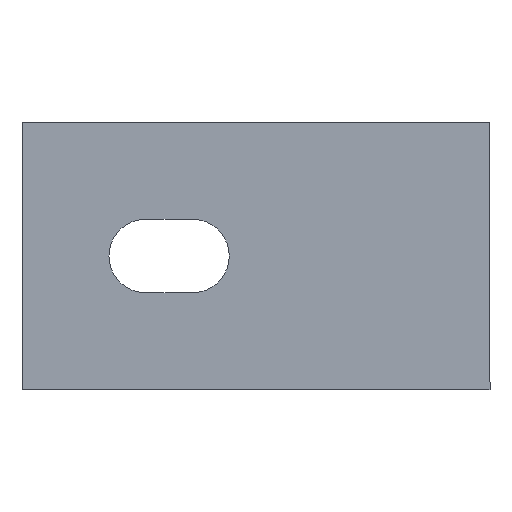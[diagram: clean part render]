
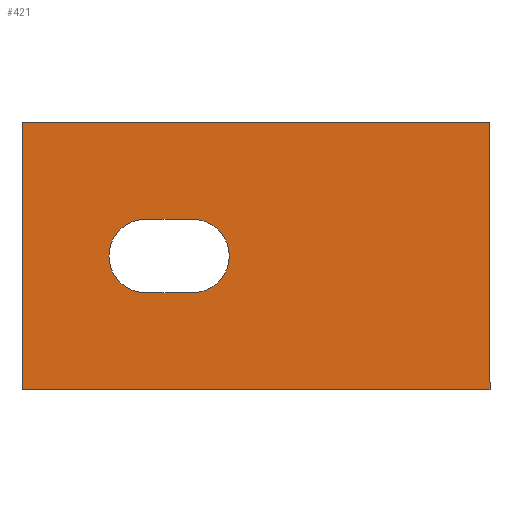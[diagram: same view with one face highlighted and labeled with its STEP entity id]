
A CAD part, left-side view. The second image highlights one B-rep face of the part: STEP entity #421.
In plain terms, the highlighted face is planar.
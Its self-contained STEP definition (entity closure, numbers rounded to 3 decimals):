
#34 = CARTESIAN_POINT ( 'NONE',  ( 20., 70., -6. ) ) ;
#38 = DIRECTION ( 'NONE',  ( 1., 0., 0. ) ) ;
#44 = DIRECTION ( 'NONE',  ( 1., 0., 0. ) ) ;
#51 = EDGE_CURVE ( 'NONE', #2057, #787, #1332, .T. ) ;
#63 = DIRECTION ( 'NONE',  ( 1., 0., 0. ) ) ;
#76 = EDGE_CURVE ( 'NONE', #1789, #1690, #92, .T. ) ;
#80 = CARTESIAN_POINT ( 'NONE',  ( -20., 0., -6. ) ) ;
#92 = LINE ( 'NONE', #2208, #1176 ) ;
#134 = DIRECTION ( 'NONE',  ( 0., -1., 0. ) ) ;
#145 = AXIS2_PLACEMENT_3D ( 'NONE', #985, #783, #1995 ) ;
#161 = CARTESIAN_POINT ( 'NONE',  ( 0., 44.5, -6. ) ) ;
#195 = DIRECTION ( 'NONE',  ( 0., 0., 1. ) ) ;
#239 = CARTESIAN_POINT ( 'NONE',  ( -20., 0., -6. ) ) ;
#273 = VECTOR ( 'NONE', #63, 1000. ) ;
#353 = DIRECTION ( 'NONE',  ( 0., 1., 0. ) ) ;
#392 = CARTESIAN_POINT ( 'NONE',  ( 20., 0., -6. ) ) ;
#421 = ADVANCED_FACE ( 'NONE', ( #655, #1117 ), #2145, .T. ) ;
#484 = VERTEX_POINT ( 'NONE', #2198 ) ;
#494 = DIRECTION ( 'NONE',  ( 0., -1., 0. ) ) ;
#505 = ORIENTED_EDGE ( 'NONE', *, *, #76, .T. ) ;
#527 = EDGE_CURVE ( 'NONE', #2138, #484, #1549, .T. ) ;
#528 = CARTESIAN_POINT ( 'NONE',  ( -5.5, 44.5, -6. ) ) ;
#552 = CARTESIAN_POINT ( 'NONE',  ( -20., 70., -6. ) ) ;
#590 = LINE ( 'NONE', #552, #2228 ) ;
#655 = FACE_BOUND ( 'NONE', #1869, .T. ) ;
#673 = EDGE_CURVE ( 'NONE', #1263, #2057, #590, .T. ) ;
#674 = VERTEX_POINT ( 'NONE', #920 ) ;
#744 = EDGE_CURVE ( 'NONE', #1690, #2138, #1818, .T. ) ;
#783 = DIRECTION ( 'NONE',  ( 0., 0., -1. ) ) ;
#787 = VERTEX_POINT ( 'NONE', #891 ) ;
#809 = ORIENTED_EDGE ( 'NONE', *, *, #1518, .T. ) ;
#891 = CARTESIAN_POINT ( 'NONE',  ( -20., 0., -6. ) ) ;
#920 = CARTESIAN_POINT ( 'NONE',  ( 20., 0., -6. ) ) ;
#928 = VECTOR ( 'NONE', #494, 1000. ) ;
#985 = CARTESIAN_POINT ( 'NONE',  ( -20., 70., -6. ) ) ;
#1031 = ORIENTED_EDGE ( 'NONE', *, *, #744, .T. ) ;
#1091 = DIRECTION ( 'NONE',  ( 0., 0., 1. ) ) ;
#1117 = FACE_OUTER_BOUND ( 'NONE', #1707, .T. ) ;
#1176 = VECTOR ( 'NONE', #2029, 1000. ) ;
#1259 = CARTESIAN_POINT ( 'NONE',  ( -5.5, 51.5, -6. ) ) ;
#1263 = VERTEX_POINT ( 'NONE', #34 ) ;
#1297 = CIRCLE ( 'NONE', #1984, 5.5 ) ;
#1332 = LINE ( 'NONE', #80, #2144 ) ;
#1431 = LINE ( 'NONE', #239, #273 ) ;
#1518 = EDGE_CURVE ( 'NONE', #484, #1789, #1297, .T. ) ;
#1549 = LINE ( 'NONE', #528, #928 ) ;
#1557 = ORIENTED_EDGE ( 'NONE', *, *, #1842, .F. ) ;
#1571 = ORIENTED_EDGE ( 'NONE', *, *, #527, .T. ) ;
#1627 = AXIS2_PLACEMENT_3D ( 'NONE', #1935, #195, #44 ) ;
#1628 = VECTOR ( 'NONE', #353, 1000. ) ;
#1629 = CARTESIAN_POINT ( 'NONE',  ( 5.5, 44.5, -6. ) ) ;
#1690 = VERTEX_POINT ( 'NONE', #1932 ) ;
#1704 = EDGE_CURVE ( 'NONE', #674, #1263, #1897, .T. ) ;
#1707 = EDGE_LOOP ( 'NONE', ( #1820, #1737, #2111, #1557 ) ) ;
#1737 = ORIENTED_EDGE ( 'NONE', *, *, #673, .F. ) ;
#1789 = VERTEX_POINT ( 'NONE', #1629 ) ;
#1818 = CIRCLE ( 'NONE', #1627, 5.5 ) ;
#1820 = ORIENTED_EDGE ( 'NONE', *, *, #51, .F. ) ;
#1824 = CARTESIAN_POINT ( 'NONE',  ( -20., 70., -6. ) ) ;
#1842 = EDGE_CURVE ( 'NONE', #787, #674, #1431, .T. ) ;
#1869 = EDGE_LOOP ( 'NONE', ( #809, #505, #1031, #1571 ) ) ;
#1897 = LINE ( 'NONE', #392, #1628 ) ;
#1926 = DIRECTION ( 'NONE',  ( -1., 0., 0. ) ) ;
#1932 = CARTESIAN_POINT ( 'NONE',  ( 5.5, 51.5, -6. ) ) ;
#1935 = CARTESIAN_POINT ( 'NONE',  ( 0., 51.5, -6. ) ) ;
#1984 = AXIS2_PLACEMENT_3D ( 'NONE', #161, #1091, #38 ) ;
#1995 = DIRECTION ( 'NONE',  ( -1., 0., 0. ) ) ;
#2029 = DIRECTION ( 'NONE',  ( 0., 1., 0. ) ) ;
#2057 = VERTEX_POINT ( 'NONE', #1824 ) ;
#2111 = ORIENTED_EDGE ( 'NONE', *, *, #1704, .F. ) ;
#2138 = VERTEX_POINT ( 'NONE', #1259 ) ;
#2144 = VECTOR ( 'NONE', #134, 1000. ) ;
#2145 = PLANE ( 'NONE',  #145 ) ;
#2198 = CARTESIAN_POINT ( 'NONE',  ( -5.5, 44.5, -6. ) ) ;
#2208 = CARTESIAN_POINT ( 'NONE',  ( 5.5, 44.5, -6. ) ) ;
#2228 = VECTOR ( 'NONE', #1926, 1000. ) ;
